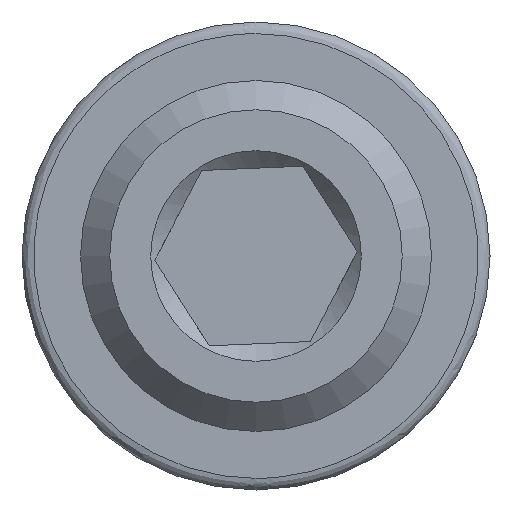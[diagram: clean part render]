
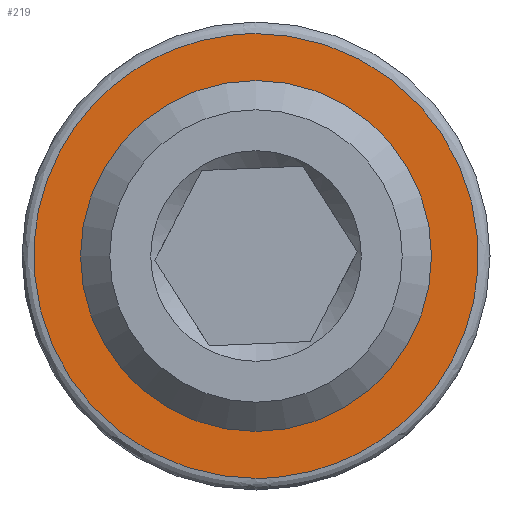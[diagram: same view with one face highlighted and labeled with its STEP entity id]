
A CAD part, front view. The second image highlights one B-rep face of the part: STEP entity #219.
In plain terms, the highlighted planar face has unit normal (0, -1, 0).
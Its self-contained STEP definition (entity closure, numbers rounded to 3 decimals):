
#112 = CARTESIAN_POINT ( 'NONE',  ( -78.352, -15.498, 1.9 ) ) ;
#117 = CARTESIAN_POINT ( 'NONE',  ( -74.552, -15.498, 1.9 ) ) ;
#125 = VERTEX_POINT ( 'NONE', #514 ) ;
#143 = DIRECTION ( 'NONE',  ( 0., 1., 0. ) ) ;
#189 = CIRCLE ( 'NONE', #509, 1.5 ) ;
#216 = VERTEX_POINT ( 'NONE', #220 ) ;
#219 = ADVANCED_FACE ( 'NONE', ( #376, #717 ), #867, .F. ) ;
#220 = CARTESIAN_POINT ( 'NONE',  ( -74.552, -15.498, -1.9 ) ) ;
#224 = CARTESIAN_POINT ( 'NONE',  ( -73.052, -15.498, 0. ) ) ;
#247 = CARTESIAN_POINT ( 'NONE',  ( -74.552, -15.498, 0. ) ) ;
#361 = CARTESIAN_POINT ( 'NONE',  ( -70.752, -15.498, -1.9 ) ) ;
#376 = FACE_OUTER_BOUND ( 'NONE', #840, .T. ) ;
#409 = EDGE_LOOP ( 'NONE', ( #438 ) ) ;
#431 = EDGE_CURVE ( 'NONE', #626, #626, #189, .T. ) ;
#438 = ORIENTED_EDGE ( 'NONE', *, *, #431, .F. ) ;
#504 = AXIS2_PLACEMENT_3D ( 'NONE', #787, #143, #700 ) ;
#509 = AXIS2_PLACEMENT_3D ( 'NONE', #247, #810, #982 ) ;
#514 = CARTESIAN_POINT ( 'NONE',  ( -74.552, -15.498, 1.9 ) ) ;
#533 =( BOUNDED_CURVE ( )  B_SPLINE_CURVE ( 3, ( #117, #1005, #361, #765 ),
 .UNSPECIFIED., .F., .F. ) 
 B_SPLINE_CURVE_WITH_KNOTS ( ( 4, 4 ),
 ( 0., 1. ),
 .UNSPECIFIED. ) 
 CURVE ( )  GEOMETRIC_REPRESENTATION_ITEM ( )  RATIONAL_B_SPLINE_CURVE ( ( 1., 0.333, 0.333, 1. ) ) 
 REPRESENTATION_ITEM ( '' )  );
#601 = EDGE_CURVE ( 'NONE', #125, #216, #533, .T. ) ;
#626 = VERTEX_POINT ( 'NONE', #224 ) ;
#670 = EDGE_CURVE ( 'NONE', #216, #125, #751, .T. ) ;
#678 = ORIENTED_EDGE ( 'NONE', *, *, #670, .F. ) ;
#682 = CARTESIAN_POINT ( 'NONE',  ( -74.552, -15.498, -1.9 ) ) ;
#700 = DIRECTION ( 'NONE',  ( 0., 0., 1. ) ) ;
#717 = FACE_BOUND ( 'NONE', #409, .T. ) ;
#751 =( BOUNDED_CURVE ( )  B_SPLINE_CURVE ( 3, ( #682, #837, #112, #1004 ),
 .UNSPECIFIED., .F., .F. ) 
 B_SPLINE_CURVE_WITH_KNOTS ( ( 4, 4 ),
 ( 0., 1. ),
 .UNSPECIFIED. ) 
 CURVE ( )  GEOMETRIC_REPRESENTATION_ITEM ( )  RATIONAL_B_SPLINE_CURVE ( ( 1., 0.333, 0.333, 1. ) ) 
 REPRESENTATION_ITEM ( '' )  );
#765 = CARTESIAN_POINT ( 'NONE',  ( -74.552, -15.498, -1.9 ) ) ;
#787 = CARTESIAN_POINT ( 'NONE',  ( -74.552, -15.498, 0. ) ) ;
#810 = DIRECTION ( 'NONE',  ( 0., -1., 0. ) ) ;
#837 = CARTESIAN_POINT ( 'NONE',  ( -78.352, -15.498, -1.9 ) ) ;
#840 = EDGE_LOOP ( 'NONE', ( #846, #678 ) ) ;
#846 = ORIENTED_EDGE ( 'NONE', *, *, #601, .F. ) ;
#867 = PLANE ( 'NONE',  #504 ) ;
#982 = DIRECTION ( 'NONE',  ( 1., 0., 0. ) ) ;
#1004 = CARTESIAN_POINT ( 'NONE',  ( -74.552, -15.498, 1.9 ) ) ;
#1005 = CARTESIAN_POINT ( 'NONE',  ( -70.752, -15.498, 1.9 ) ) ;
